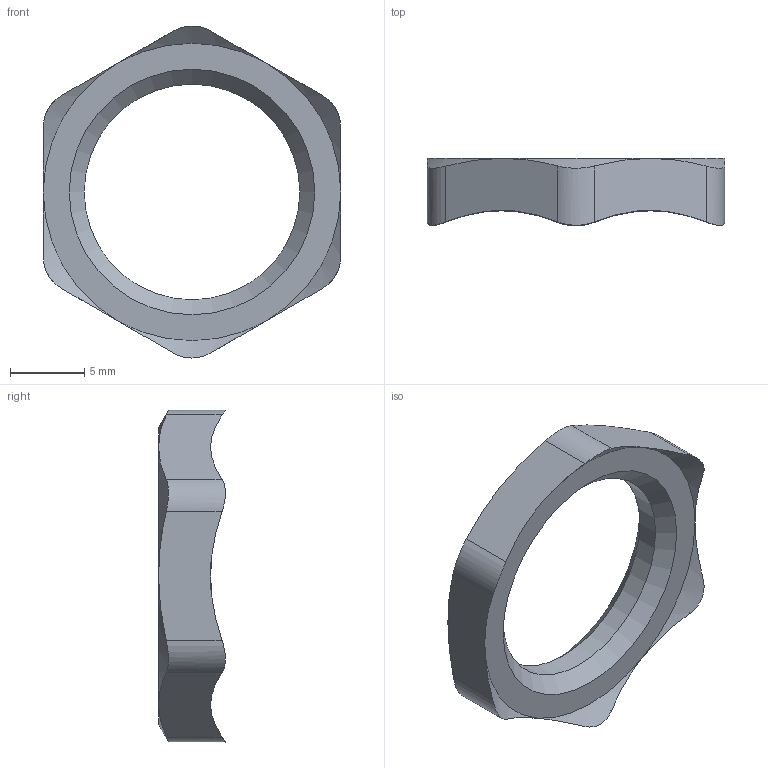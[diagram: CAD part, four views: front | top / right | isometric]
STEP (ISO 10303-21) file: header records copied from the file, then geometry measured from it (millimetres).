
FILE_DESCRIPTION(/* description */ (''),/* implementation_level */ '2;1');
FILE_NAME(/* name */ '',/* time_stamp */ '2024-05-22T08:46:59+07:00',/* author */ ('zeta-09'),/* organization */ (''),/* preprocessor_version */ 'ST-DEVELOPER v19.2',/* originating_system */ 'Autodesk Inventor 2024',/* authorisation */ '');
FILE_SCHEMA (('AUTOMOTIVE_DESIGN { 1 0 10303 214 3 1 1 }'));
Length unit declared in the file: millimetre
Products named in the file (1): Деталь1
Bounding box: 20 x 4.5 x 22.32 mm (x, y, z)
Volume: 583.3 mm3; surface area: 727.7 mm2
Topology: 1 solids, 1 shells, 29 faces, 74 edges, 47 vertices
Faces by surface type: cone 14, plane 8, cylinder 7
Full cylindrical faces by diameter (mm): 14.5 x1
Entity records: 1032 total; most frequent: CARTESIAN_POINT 337, ORIENTED_EDGE 148, DIRECTION 109, EDGE_CURVE 74, VERTEX_POINT 47, AXIS2_PLACEMENT_3D 47, EDGE_LOOP 31, STYLED_ITEM 30
